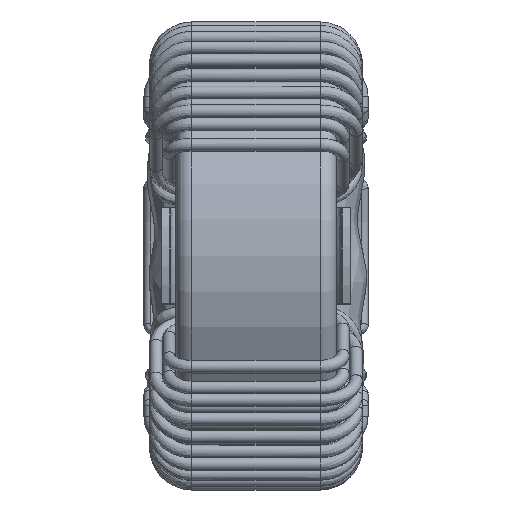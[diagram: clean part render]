
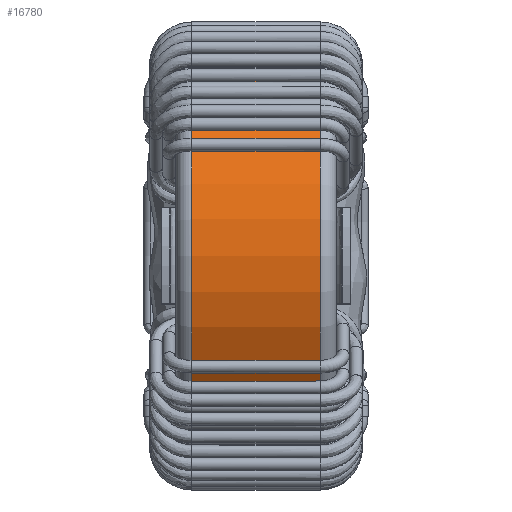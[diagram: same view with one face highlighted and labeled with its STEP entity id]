
A CAD part, top view. The second image highlights one B-rep face of the part: STEP entity #16780.
In plain terms, the highlighted cylindrical face has radius 6.5 mm (diameter 13 mm), a full revolution.
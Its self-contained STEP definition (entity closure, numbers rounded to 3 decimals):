
#1000=CYLINDRICAL_SURFACE('',#18008,6.5);
#3752=ORIENTED_EDGE('',*,*,#5311,.T.);
#3753=ORIENTED_EDGE('',*,*,#5310,.F.);
#5310=EDGE_CURVE('',#6333,#6333,#7062,.T.);
#5311=EDGE_CURVE('',#6334,#6334,#7063,.T.);
#6333=VERTEX_POINT('',#39794);
#6334=VERTEX_POINT('',#39797);
#7062=CIRCLE('',#17996,6.5);
#7063=CIRCLE('',#17998,6.5);
#8186=EDGE_LOOP('',(#3752));
#8187=EDGE_LOOP('',(#3753));
#9659=FACE_BOUND('',#8186,.T.);
#9660=FACE_BOUND('',#8187,.T.);
#16780=ADVANCED_FACE('',(#9659,#9660),#1000,.T.);
#17996=AXIS2_PLACEMENT_3D('',#39793,#20492,#20493);
#17998=AXIS2_PLACEMENT_3D('',#39796,#20496,#20497);
#18008=AXIS2_PLACEMENT_3D('',#39812,#20516,#20517);
#20492=DIRECTION('',(0.,1.,0.));
#20493=DIRECTION('',(0.,0.,1.));
#20496=DIRECTION('',(0.,1.,0.));
#20497=DIRECTION('',(0.,0.,1.));
#20516=DIRECTION('',(0.,1.,0.));
#20517=DIRECTION('',(0.,0.,1.));
#39793=CARTESIAN_POINT('',(0.,2.,9.52));
#39794=CARTESIAN_POINT('',(0.,2.,16.02));
#39796=CARTESIAN_POINT('',(0.,-2.,9.52));
#39797=CARTESIAN_POINT('',(0.,-2.,16.02));
#39812=CARTESIAN_POINT('',(0.,-2.5,9.52));
